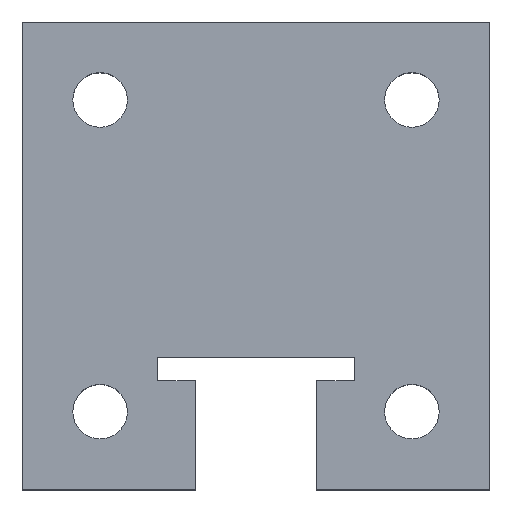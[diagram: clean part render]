
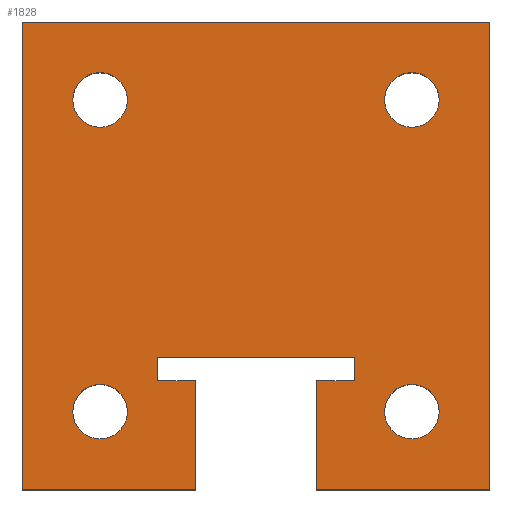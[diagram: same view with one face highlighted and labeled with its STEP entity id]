
A CAD part, top view. The second image highlights one B-rep face of the part: STEP entity #1828.
In plain terms, the highlighted planar face has unit normal (0, 0, 1).
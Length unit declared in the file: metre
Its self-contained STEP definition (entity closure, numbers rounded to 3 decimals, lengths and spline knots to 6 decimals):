
#75=CIRCLE('',#1870,0.00175);
#78=CIRCLE('',#1876,0.00175);
#81=CIRCLE('',#1882,0.00175);
#84=CIRCLE('',#1888,0.00175);
#660=ORIENTED_EDGE('',*,*,#796,.T.);
#661=ORIENTED_EDGE('',*,*,#793,.T.);
#662=ORIENTED_EDGE('',*,*,#790,.T.);
#663=ORIENTED_EDGE('',*,*,#787,.T.);
#664=ORIENTED_EDGE('',*,*,#681,.F.);
#665=ORIENTED_EDGE('',*,*,#929,.T.);
#666=ORIENTED_EDGE('',*,*,#677,.F.);
#667=ORIENTED_EDGE('',*,*,#781,.T.);
#668=ORIENTED_EDGE('',*,*,#784,.T.);
#669=ORIENTED_EDGE('',*,*,#785,.F.);
#670=ORIENTED_EDGE('',*,*,#773,.F.);
#671=ORIENTED_EDGE('',*,*,#931,.F.);
#672=ORIENTED_EDGE('',*,*,#932,.F.);
#673=ORIENTED_EDGE('',*,*,#688,.T.);
#674=ORIENTED_EDGE('',*,*,#779,.T.);
#675=ORIENTED_EDGE('',*,*,#684,.F.);
#677=EDGE_CURVE('',#933,#935,#1112,.T.);
#681=EDGE_CURVE('',#937,#939,#1116,.T.);
#684=EDGE_CURVE('',#939,#941,#1119,.T.);
#688=EDGE_CURVE('',#945,#943,#1123,.T.);
#773=EDGE_CURVE('',#1025,#1026,#1167,.T.);
#779=EDGE_CURVE('',#943,#941,#1169,.T.);
#781=EDGE_CURVE('',#933,#1031,#1171,.T.);
#784=EDGE_CURVE('',#1031,#1032,#1173,.T.);
#785=EDGE_CURVE('',#1026,#1032,#1174,.T.);
#787=EDGE_CURVE('',#1034,#1034,#75,.F.);
#790=EDGE_CURVE('',#1037,#1037,#78,.F.);
#793=EDGE_CURVE('',#1040,#1040,#81,.F.);
#796=EDGE_CURVE('',#1043,#1043,#84,.F.);
#929=EDGE_CURVE('',#937,#935,#1262,.T.);
#931=EDGE_CURVE('',#1110,#1025,#1264,.T.);
#932=EDGE_CURVE('',#945,#1110,#1265,.T.);
#933=VERTEX_POINT('',#2302);
#935=VERTEX_POINT('',#2305);
#937=VERTEX_POINT('',#2311);
#939=VERTEX_POINT('',#2314);
#941=VERTEX_POINT('',#2320);
#943=VERTEX_POINT('',#2326);
#945=VERTEX_POINT('',#2329);
#1025=VERTEX_POINT('',#2560);
#1026=VERTEX_POINT('',#2562);
#1031=VERTEX_POINT('',#2578);
#1032=VERTEX_POINT('',#2583);
#1034=VERTEX_POINT('',#2591);
#1037=VERTEX_POINT('',#2600);
#1040=VERTEX_POINT('',#2609);
#1043=VERTEX_POINT('',#2618);
#1110=VERTEX_POINT('',#3194);
#1112=LINE('',#2304,#1267);
#1116=LINE('',#2313,#1271);
#1119=LINE('',#2319,#1274);
#1123=LINE('',#2328,#1278);
#1167=LINE('',#2561,#1322);
#1169=LINE('',#2575,#1324);
#1171=LINE('',#2579,#1326);
#1173=LINE('',#2584,#1328);
#1174=LINE('',#2586,#1329);
#1262=LINE('',#3191,#1417);
#1264=LINE('',#3195,#1419);
#1265=LINE('',#3197,#1420);
#1267=VECTOR('',#1947,1.);
#1271=VECTOR('',#1953,1.);
#1274=VECTOR('',#1958,1.);
#1278=VECTOR('',#1964,1.);
#1322=VECTOR('',#2030,1.);
#1324=VECTOR('',#2046,1.);
#1326=VECTOR('',#2050,1.);
#1328=VECTOR('',#2056,1.);
#1329=VECTOR('',#2059,1.);
#1417=VECTOR('',#2289,1.);
#1419=VECTOR('',#2293,1.);
#1420=VECTOR('',#2296,1.);
#1545=EDGE_LOOP('',(#660));
#1546=EDGE_LOOP('',(#661));
#1547=EDGE_LOOP('',(#662));
#1548=EDGE_LOOP('',(#663));
#1549=EDGE_LOOP('',(#664,#665,#666,#667,#668,#669,#670,#671,#672,#673,#674,
#675));
#1674=FACE_BOUND('',#1545,.T.);
#1675=FACE_BOUND('',#1546,.T.);
#1676=FACE_BOUND('',#1547,.T.);
#1677=FACE_BOUND('',#1548,.T.);
#1678=FACE_BOUND('',#1549,.T.);
#1729=PLANE('',#1941);
#1828=ADVANCED_FACE('',(#1674,#1675,#1676,#1677,#1678),#1729,.T.);
#1870=AXIS2_PLACEMENT_3D('',#2590,#2064,#2065);
#1876=AXIS2_PLACEMENT_3D('',#2599,#2076,#2077);
#1882=AXIS2_PLACEMENT_3D('',#2608,#2088,#2089);
#1888=AXIS2_PLACEMENT_3D('',#2617,#2100,#2101);
#1941=AXIS2_PLACEMENT_3D('',#3198,#2297,#2298);
#1947=DIRECTION('',(-1.,0.,0.));
#1953=DIRECTION('',(1.,0.,0.));
#1958=DIRECTION('',(0.,1.,0.));
#1964=DIRECTION('',(0.,1.,0.));
#2030=DIRECTION('',(-1.,0.,0.));
#2046=DIRECTION('',(1.,0.,0.));
#2050=DIRECTION('',(0.,1.,0.));
#2056=DIRECTION('',(-1.,0.,0.));
#2059=DIRECTION('',(0.,1.,0.));
#2064=DIRECTION('',(0.,0.,1.));
#2065=DIRECTION('',(1.,0.,0.));
#2076=DIRECTION('',(0.,0.,1.));
#2077=DIRECTION('',(1.,0.,0.));
#2088=DIRECTION('',(0.,0.,1.));
#2089=DIRECTION('',(1.,0.,0.));
#2100=DIRECTION('',(0.,0.,1.));
#2101=DIRECTION('',(1.,0.,0.));
#2289=DIRECTION('',(0.,-1.,0.));
#2293=DIRECTION('',(0.,-1.,0.));
#2296=DIRECTION('',(1.,0.,0.));
#2297=DIRECTION('',(0.,0.,1.));
#2298=DIRECTION('',(1.,0.,0.));
#2302=CARTESIAN_POINT('',(0.015,-0.015,0.019));
#2304=CARTESIAN_POINT('',(-0.0085,-0.015,0.019));
#2305=CARTESIAN_POINT('',(0.0039,-0.015,0.019));
#2311=CARTESIAN_POINT('',(0.0039,-0.008,0.019));
#2313=CARTESIAN_POINT('',(0.,-0.008,0.019));
#2314=CARTESIAN_POINT('',(0.0063,-0.008,0.019));
#2319=CARTESIAN_POINT('',(0.0063,0.,0.019));
#2320=CARTESIAN_POINT('',(0.0063,-0.0065,0.019));
#2326=CARTESIAN_POINT('',(-0.0063,-0.0065,0.019));
#2328=CARTESIAN_POINT('',(-0.0063,0.,0.019));
#2329=CARTESIAN_POINT('',(-0.0063,-0.008,0.019));
#2560=CARTESIAN_POINT('',(-0.0039,-0.015,0.019));
#2561=CARTESIAN_POINT('',(-0.0085,-0.015,0.019));
#2562=CARTESIAN_POINT('',(-0.015,-0.015,0.019));
#2575=CARTESIAN_POINT('',(0.,-0.0065,0.019));
#2578=CARTESIAN_POINT('',(0.015,0.015,0.019));
#2579=CARTESIAN_POINT('',(0.015,0.,0.019));
#2583=CARTESIAN_POINT('',(-0.015,0.015,0.019));
#2584=CARTESIAN_POINT('',(0.,0.015,0.019));
#2586=CARTESIAN_POINT('',(-0.015,0.,0.019));
#2590=CARTESIAN_POINT('',(0.01,0.01,0.019));
#2591=CARTESIAN_POINT('',(0.01175,0.01,0.019));
#2599=CARTESIAN_POINT('',(0.01,-0.01,0.019));
#2600=CARTESIAN_POINT('',(0.01175,-0.01,0.019));
#2608=CARTESIAN_POINT('',(-0.01,-0.01,0.019));
#2609=CARTESIAN_POINT('',(-0.00825,-0.01,0.019));
#2617=CARTESIAN_POINT('',(-0.01,0.01,0.019));
#2618=CARTESIAN_POINT('',(-0.00825,0.01,0.019));
#3191=CARTESIAN_POINT('',(0.0039,0.,0.019));
#3194=CARTESIAN_POINT('',(-0.0039,-0.008,0.019));
#3195=CARTESIAN_POINT('',(-0.0039,0.,0.019));
#3197=CARTESIAN_POINT('',(0.,-0.008,0.019));
#3198=CARTESIAN_POINT('',(0.,0.,0.019));
